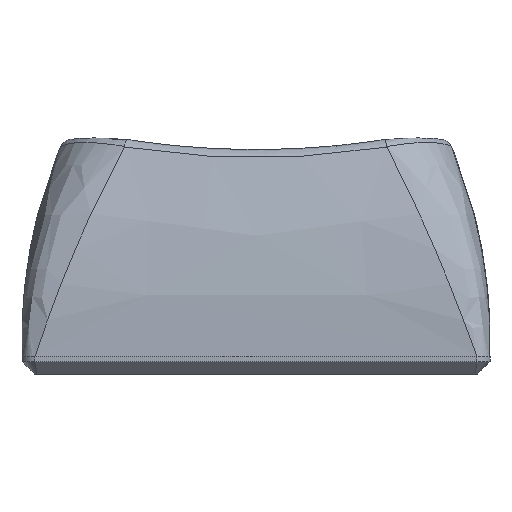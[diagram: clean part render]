
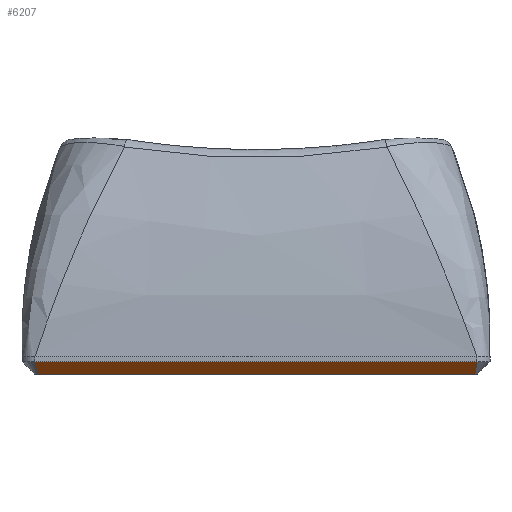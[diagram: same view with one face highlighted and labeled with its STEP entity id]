
A CAD part, front view. The second image highlights one B-rep face of the part: STEP entity #6207.
In plain terms, the highlighted planar face has unit normal (0, -0.707, -0.707).
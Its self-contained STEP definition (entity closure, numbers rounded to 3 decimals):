
#720 = PLANE('',#721);
#721 = AXIS2_PLACEMENT_3D('',#722,#723,#724);
#722 = CARTESIAN_POINT('',(-8.5,-9.,0.672));
#723 = DIRECTION('',(0.,-1.,0.));
#724 = DIRECTION('',(1.,0.,0.));
#1973 = VERTEX_POINT('',#1974);
#1974 = CARTESIAN_POINT('',(-8.5,-9.,0.48));
#2000 = EDGE_CURVE('',#1973,#2001,#2003,.T.);
#2001 = VERTEX_POINT('',#2002);
#2002 = CARTESIAN_POINT('',(8.5,-9.,0.48));
#2003 = SURFACE_CURVE('',#2004,(#2008,#2015),.PCURVE_S1.);
#2004 = LINE('',#2005,#2006);
#2005 = CARTESIAN_POINT('',(-8.5,-9.,0.48));
#2006 = VECTOR('',#2007,1.);
#2007 = DIRECTION('',(1.,0.,0.));
#2008 = PCURVE('',#720,#2009);
#2009 = DEFINITIONAL_REPRESENTATION('',(#2010),#2014);
#2010 = LINE('',#2011,#2012);
#2011 = CARTESIAN_POINT('',(0.,-0.192));
#2012 = VECTOR('',#2013,1.);
#2013 = DIRECTION('',(1.,0.));
#2014 = ( GEOMETRIC_REPRESENTATION_CONTEXT(2) 
PARAMETRIC_REPRESENTATION_CONTEXT() REPRESENTATION_CONTEXT('2D SPACE',''
  ) );
#2015 = PCURVE('',#2016,#2021);
#2016 = PLANE('',#2017);
#2017 = AXIS2_PLACEMENT_3D('',#2018,#2019,#2020);
#2018 = CARTESIAN_POINT('',(-8.5,-8.76,0.24));
#2019 = DIRECTION('',(0.,0.707,0.707)
  );
#2020 = DIRECTION('',(1.,0.,0.));
#2021 = DEFINITIONAL_REPRESENTATION('',(#2022),#2026);
#2022 = LINE('',#2023,#2024);
#2023 = CARTESIAN_POINT('',(0.,-0.339));
#2024 = VECTOR('',#2025,1.);
#2025 = DIRECTION('',(1.,0.));
#2026 = ( GEOMETRIC_REPRESENTATION_CONTEXT(2) 
PARAMETRIC_REPRESENTATION_CONTEXT() REPRESENTATION_CONTEXT('2D SPACE',''
  ) );
#3188 = CONICAL_SURFACE('',#3189,0.7,0.785);
#3189 = AXIS2_PLACEMENT_3D('',#3190,#3191,#3192);
#3190 = CARTESIAN_POINT('',(8.323,-8.323,0.48));
#3191 = DIRECTION('',(-0.,-0.,1.));
#3192 = DIRECTION('',(0.967,-0.253,0.));
#6207 = ADVANCED_FACE('',(#6208),#2016,.F.);
#6208 = FACE_BOUND('',#6209,.F.);
#6209 = EDGE_LOOP('',(#6210,#6245,#6246,#6276));
#6210 = ORIENTED_EDGE('',*,*,#6211,.F.);
#6211 = EDGE_CURVE('',#1973,#6212,#6214,.T.);
#6212 = VERTEX_POINT('',#6213);
#6213 = CARTESIAN_POINT('',(-8.42,-8.52,0.));
#6214 = SURFACE_CURVE('',#6215,(#6220,#6227),.PCURVE_S1.);
#6215 = PARABOLA('',#6216,0.008);
#6216 = AXIS2_PLACEMENT_3D('',#6217,#6218,#6219);
#6217 = CARTESIAN_POINT('',(-8.323,-8.311,
    -0.209));
#6218 = DIRECTION('',(0.,0.707,0.707)
  );
#6219 = DIRECTION('',(0.,-0.707,0.707)
  );
#6220 = PCURVE('',#2016,#6221);
#6221 = DEFINITIONAL_REPRESENTATION('',(#6222),#6226);
#6222 = B_SPLINE_CURVE_WITH_KNOTS('',2,(#6223,#6224,#6225),
  .UNSPECIFIED.,.F.,.F.,(3,3),(-0.177,-0.098),
  .PIECEWISE_BEZIER_KNOTS.);
#6223 = CARTESIAN_POINT('',(0.,-0.339));
#6224 = CARTESIAN_POINT('',(0.04,0.098));
#6225 = CARTESIAN_POINT('',(0.08,0.339));
#6226 = ( GEOMETRIC_REPRESENTATION_CONTEXT(2) 
PARAMETRIC_REPRESENTATION_CONTEXT() REPRESENTATION_CONTEXT('2D SPACE',''
  ) );
#6227 = PCURVE('',#6228,#6233);
#6228 = CONICAL_SURFACE('',#6229,0.7,0.785);
#6229 = AXIS2_PLACEMENT_3D('',#6230,#6231,#6232);
#6230 = CARTESIAN_POINT('',(-8.323,-8.323,0.48));
#6231 = DIRECTION('',(-0.,-0.,1.));
#6232 = DIRECTION('',(-0.253,-0.967,-0.));
#6233 = DEFINITIONAL_REPRESENTATION('',(#6234),#6244);
#6234 = B_SPLINE_CURVE_WITH_KNOTS('',8,(#6235,#6236,#6237,#6238,#6239,
    #6240,#6241,#6242,#6243),.UNSPECIFIED.,.F.,.F.,(9,9),(
    -0.177,-0.098),.PIECEWISE_BEZIER_KNOTS.);
#6235 = CARTESIAN_POINT('',(0.,0.));
#6236 = CARTESIAN_POINT('',(-0.014,-0.077));
#6237 = CARTESIAN_POINT('',(-0.03,-0.15));
#6238 = CARTESIAN_POINT('',(-0.048,-0.217));
#6239 = CARTESIAN_POINT('',(-0.069,-0.28));
#6240 = CARTESIAN_POINT('',(-0.094,-0.337));
#6241 = CARTESIAN_POINT('',(-0.123,-0.39));
#6242 = CARTESIAN_POINT('',(-0.158,-0.437));
#6243 = CARTESIAN_POINT('',(-0.203,-0.48));
#6244 = ( GEOMETRIC_REPRESENTATION_CONTEXT(2) 
PARAMETRIC_REPRESENTATION_CONTEXT() REPRESENTATION_CONTEXT('2D SPACE',''
  ) );
#6245 = ORIENTED_EDGE('',*,*,#2000,.T.);
#6246 = ORIENTED_EDGE('',*,*,#6247,.T.);
#6247 = EDGE_CURVE('',#2001,#6248,#6250,.T.);
#6248 = VERTEX_POINT('',#6249);
#6249 = CARTESIAN_POINT('',(8.42,-8.52,0.));
#6250 = SURFACE_CURVE('',#6251,(#6256,#6263),.PCURVE_S1.);
#6251 = PARABOLA('',#6252,0.008);
#6252 = AXIS2_PLACEMENT_3D('',#6253,#6254,#6255);
#6253 = CARTESIAN_POINT('',(8.323,-8.311,
    -0.209));
#6254 = DIRECTION('',(0.,-0.707,-0.707
    ));
#6255 = DIRECTION('',(0.,-0.707,0.707)
  );
#6256 = PCURVE('',#2016,#6257);
#6257 = DEFINITIONAL_REPRESENTATION('',(#6258),#6262);
#6258 = B_SPLINE_CURVE_WITH_KNOTS('',2,(#6259,#6260,#6261),
  .UNSPECIFIED.,.F.,.F.,(3,3),(-0.177,-0.098),
  .PIECEWISE_BEZIER_KNOTS.);
#6259 = CARTESIAN_POINT('',(17.,-0.339));
#6260 = CARTESIAN_POINT('',(16.96,0.098));
#6261 = CARTESIAN_POINT('',(16.92,0.339));
#6262 = ( GEOMETRIC_REPRESENTATION_CONTEXT(2) 
PARAMETRIC_REPRESENTATION_CONTEXT() REPRESENTATION_CONTEXT('2D SPACE',''
  ) );
#6263 = PCURVE('',#3188,#6264);
#6264 = DEFINITIONAL_REPRESENTATION('',(#6265),#6275);
#6265 = B_SPLINE_CURVE_WITH_KNOTS('',8,(#6266,#6267,#6268,#6269,#6270,
    #6271,#6272,#6273,#6274),.UNSPECIFIED.,.F.,.F.,(9,9),(
    -0.177,-0.098),.PIECEWISE_BEZIER_KNOTS.);
#6266 = CARTESIAN_POINT('',(-1.059,0.));
#6267 = CARTESIAN_POINT('',(-1.045,-0.077));
#6268 = CARTESIAN_POINT('',(-1.029,-0.15));
#6269 = CARTESIAN_POINT('',(-1.01,-0.217));
#6270 = CARTESIAN_POINT('',(-0.99,-0.28));
#6271 = CARTESIAN_POINT('',(-0.965,-0.337));
#6272 = CARTESIAN_POINT('',(-0.936,-0.39));
#6273 = CARTESIAN_POINT('',(-0.901,-0.437));
#6274 = CARTESIAN_POINT('',(-0.856,-0.48));
#6275 = ( GEOMETRIC_REPRESENTATION_CONTEXT(2) 
PARAMETRIC_REPRESENTATION_CONTEXT() REPRESENTATION_CONTEXT('2D SPACE',''
  ) );
#6276 = ORIENTED_EDGE('',*,*,#6277,.F.);
#6277 = EDGE_CURVE('',#6212,#6248,#6278,.T.);
#6278 = SURFACE_CURVE('',#6279,(#6283,#6290),.PCURVE_S1.);
#6279 = LINE('',#6280,#6281);
#6280 = CARTESIAN_POINT('',(-8.5,-8.52,0.));
#6281 = VECTOR('',#6282,1.);
#6282 = DIRECTION('',(1.,0.,0.));
#6283 = PCURVE('',#2016,#6284);
#6284 = DEFINITIONAL_REPRESENTATION('',(#6285),#6289);
#6285 = LINE('',#6286,#6287);
#6286 = CARTESIAN_POINT('',(0.,0.339));
#6287 = VECTOR('',#6288,1.);
#6288 = DIRECTION('',(1.,0.));
#6289 = ( GEOMETRIC_REPRESENTATION_CONTEXT(2) 
PARAMETRIC_REPRESENTATION_CONTEXT() REPRESENTATION_CONTEXT('2D SPACE',''
  ) );
#6290 = PCURVE('',#6291,#6296);
#6291 = PLANE('',#6292);
#6292 = AXIS2_PLACEMENT_3D('',#6293,#6294,#6295);
#6293 = CARTESIAN_POINT('',(8.5,9.,0.));
#6294 = DIRECTION('',(0.,0.,-1.));
#6295 = DIRECTION('',(-1.,0.,0.));
#6296 = DEFINITIONAL_REPRESENTATION('',(#6297),#6301);
#6297 = LINE('',#6298,#6299);
#6298 = CARTESIAN_POINT('',(17.,-17.52));
#6299 = VECTOR('',#6300,1.);
#6300 = DIRECTION('',(-1.,0.));
#6301 = ( GEOMETRIC_REPRESENTATION_CONTEXT(2) 
PARAMETRIC_REPRESENTATION_CONTEXT() REPRESENTATION_CONTEXT('2D SPACE',''
  ) );
